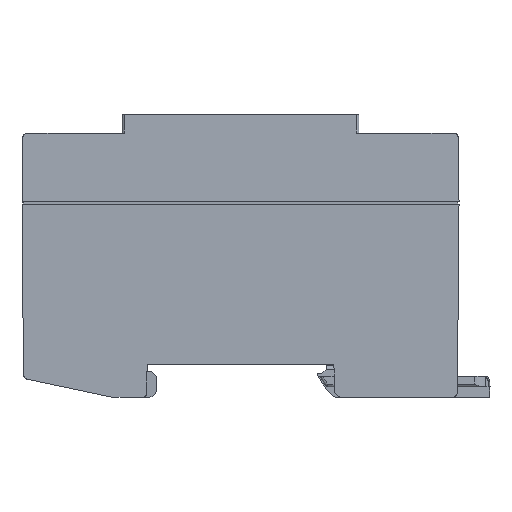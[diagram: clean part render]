
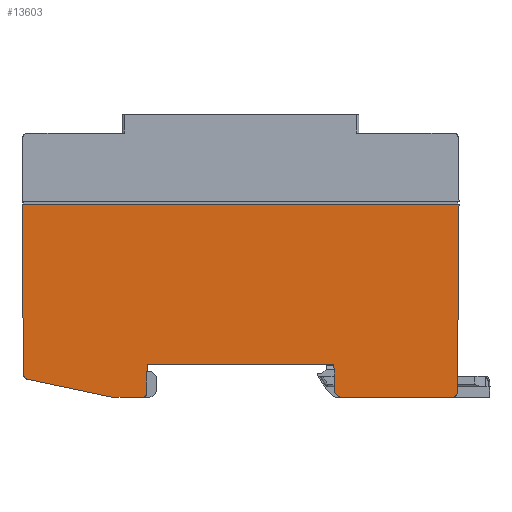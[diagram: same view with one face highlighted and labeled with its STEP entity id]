
A CAD part, left-side view. The second image highlights one B-rep face of the part: STEP entity #13603.
In plain terms, the highlighted planar face has unit normal (-1, 0, -0.009).
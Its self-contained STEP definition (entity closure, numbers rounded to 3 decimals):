
#13472=AXIS2_PLACEMENT_3D('Plane Axis2P3D',#13469,#13470,#13471) ;
#7449=CARTESIAN_POINT('Vertex',(0.,88.888,36.7)) ;
#7452=CARTESIAN_POINT('Line Origine',(0.,47.388,36.7)) ;
#7456=CARTESIAN_POINT('Vertex',(0.,5.888,36.7)) ;
#10671=CARTESIAN_POINT('Line Origine',(0.156,6.044,18.846)) ;
#10675=CARTESIAN_POINT('Vertex',(0.312,6.199,0.991)) ;
#13469=CARTESIAN_POINT('Axis2P3D Location',(0.,47.388,36.7)) ;
#13474=CARTESIAN_POINT('Line Origine',(0.32,17.648,0.)) ;
#13478=CARTESIAN_POINT('Vertex',(0.32,7.199,0.)) ;
#13480=CARTESIAN_POINT('Vertex',(0.32,28.097,0.)) ;
#13484=CARTESIAN_POINT('Control Point',(0.32,7.199,0.)) ;
#13485=CARTESIAN_POINT('Control Point',(0.32,7.102,0.)) ;
#13486=CARTESIAN_POINT('Control Point',(0.32,7.004,0.012)) ;
#13487=CARTESIAN_POINT('Control Point',(0.32,6.908,0.036)) ;
#13488=CARTESIAN_POINT('Control Point',(0.319,6.725,0.107)) ;
#13489=CARTESIAN_POINT('Control Point',(0.318,6.563,0.219)) ;
#13490=CARTESIAN_POINT('Control Point',(0.318,6.49,0.285)) ;
#13491=CARTESIAN_POINT('Control Point',(0.316,6.361,0.434)) ;
#13492=CARTESIAN_POINT('Control Point',(0.315,6.271,0.61)) ;
#13493=CARTESIAN_POINT('Control Point',(0.314,6.237,0.703)) ;
#13494=CARTESIAN_POINT('Control Point',(0.313,6.211,0.817)) ;
#13495=CARTESIAN_POINT('Control Point',(0.312,6.201,0.934)) ;
#13496=CARTESIAN_POINT('Control Point',(0.312,6.2,0.953)) ;
#13497=CARTESIAN_POINT('Control Point',(0.312,6.2,0.972)) ;
#13498=CARTESIAN_POINT('Control Point',(0.312,6.199,0.991)) ;
#13500=CARTESIAN_POINT('Line Origine',(0.141,88.747,20.554)) ;
#13504=CARTESIAN_POINT('Vertex',(0.282,88.606,4.408)) ;
#13508=CARTESIAN_POINT('Control Point',(0.29,87.814,3.438)) ;
#13509=CARTESIAN_POINT('Control Point',(0.29,87.91,3.459)) ;
#13510=CARTESIAN_POINT('Control Point',(0.29,88.003,3.491)) ;
#13511=CARTESIAN_POINT('Control Point',(0.289,88.091,3.534)) ;
#13512=CARTESIAN_POINT('Control Point',(0.288,88.257,3.641)) ;
#13513=CARTESIAN_POINT('Control Point',(0.287,88.391,3.785)) ;
#13514=CARTESIAN_POINT('Control Point',(0.287,88.449,3.865)) ;
#13515=CARTESIAN_POINT('Control Point',(0.285,88.533,4.018)) ;
#13516=CARTESIAN_POINT('Control Point',(0.284,88.583,4.184)) ;
#13517=CARTESIAN_POINT('Control Point',(0.283,88.598,4.258)) ;
#13518=CARTESIAN_POINT('Control Point',(0.282,88.605,4.333)) ;
#13519=CARTESIAN_POINT('Control Point',(0.282,88.606,4.408)) ;
#13520=CARTESIAN_POINT('Vertex',(0.29,87.814,3.438)) ;
#13523=CARTESIAN_POINT('Line Origine',(0.305,79.726,1.719)) ;
#13527=CARTESIAN_POINT('Vertex',(0.32,71.638,0.)) ;
#13530=CARTESIAN_POINT('Line Origine',(0.32,68.811,0.)) ;
#13534=CARTESIAN_POINT('Vertex',(0.32,65.985,0.)) ;
#13538=CARTESIAN_POINT('Control Point',(0.32,65.985,0.)) ;
#13539=CARTESIAN_POINT('Control Point',(0.32,65.898,0.)) ;
#13540=CARTESIAN_POINT('Control Point',(0.32,65.81,0.012)) ;
#13541=CARTESIAN_POINT('Control Point',(0.32,65.725,0.036)) ;
#13542=CARTESIAN_POINT('Control Point',(0.319,65.563,0.106)) ;
#13543=CARTESIAN_POINT('Control Point',(0.318,65.426,0.217)) ;
#13544=CARTESIAN_POINT('Control Point',(0.318,65.366,0.282)) ;
#13545=CARTESIAN_POINT('Control Point',(0.317,65.272,0.416)) ;
#13546=CARTESIAN_POINT('Control Point',(0.315,65.214,0.569)) ;
#13547=CARTESIAN_POINT('Control Point',(0.315,65.195,0.643)) ;
#13548=CARTESIAN_POINT('Control Point',(0.314,65.186,0.718)) ;
#13549=CARTESIAN_POINT('Control Point',(0.313,65.185,0.793)) ;
#13550=CARTESIAN_POINT('Vertex',(0.313,65.185,0.793)) ;
#13553=CARTESIAN_POINT('Line Origine',(0.29,65.161,3.497)) ;
#13557=CARTESIAN_POINT('Vertex',(0.266,65.138,6.2)) ;
#13560=CARTESIAN_POINT('Line Origine',(0.266,47.388,6.2)) ;
#13564=CARTESIAN_POINT('Vertex',(0.266,29.638,6.2)) ;
#13567=CARTESIAN_POINT('Line Origine',(0.287,29.617,3.843)) ;
#13571=CARTESIAN_POINT('Vertex',(0.307,29.597,1.487)) ;
#13575=CARTESIAN_POINT('Control Point',(0.32,28.097,0.)) ;
#13576=CARTESIAN_POINT('Control Point',(0.32,28.277,0.)) ;
#13577=CARTESIAN_POINT('Control Point',(0.32,28.457,0.027)) ;
#13578=CARTESIAN_POINT('Control Point',(0.32,28.631,0.081)) ;
#13579=CARTESIAN_POINT('Control Point',(0.318,28.959,0.24)) ;
#13580=CARTESIAN_POINT('Control Point',(0.316,29.225,0.487)) ;
#13581=CARTESIAN_POINT('Control Point',(0.315,29.339,0.63)) ;
#13582=CARTESIAN_POINT('Control Point',(0.313,29.484,0.884)) ;
#13583=CARTESIAN_POINT('Control Point',(0.31,29.564,1.162)) ;
#13584=CARTESIAN_POINT('Control Point',(0.309,29.585,1.27)) ;
#13585=CARTESIAN_POINT('Control Point',(0.308,29.596,1.378)) ;
#13586=CARTESIAN_POINT('Control Point',(0.307,29.597,1.487)) ;
#7453=DIRECTION('Vector Direction',(0.,-1.,0.)) ;
#10672=DIRECTION('Vector Direction',(0.009,0.009,-1.)) ;
#13470=DIRECTION('Axis2P3D Direction',(-1.,0.,-0.009)) ;
#13471=DIRECTION('Axis2P3D XDirection',(0.,-1.,0.)) ;
#13475=DIRECTION('Vector Direction',(0.,-1.,0.)) ;
#13501=DIRECTION('Vector Direction',(0.009,-0.009,-1.)) ;
#13524=DIRECTION('Vector Direction',(-0.002,0.978,0.208)) ;
#13531=DIRECTION('Vector Direction',(0.,-1.,0.)) ;
#13554=DIRECTION('Vector Direction',(0.009,0.009,-1.)) ;
#13561=DIRECTION('Vector Direction',(0.,-1.,0.)) ;
#13568=DIRECTION('Vector Direction',(0.009,-0.009,-1.)) ;
#7454=VECTOR('Line Direction',#7453,1.) ;
#10673=VECTOR('Line Direction',#10672,1.) ;
#13476=VECTOR('Line Direction',#13475,1.) ;
#13502=VECTOR('Line Direction',#13501,1.) ;
#13525=VECTOR('Line Direction',#13524,1.) ;
#13532=VECTOR('Line Direction',#13531,1.) ;
#13555=VECTOR('Line Direction',#13554,1.) ;
#13562=VECTOR('Line Direction',#13561,1.) ;
#13569=VECTOR('Line Direction',#13568,1.) ;
#13589=ORIENTED_EDGE('',*,*,#13482,.F.) ;
#13590=ORIENTED_EDGE('',*,*,#13499,.F.) ;
#13591=ORIENTED_EDGE('',*,*,#10677,.T.) ;
#13592=ORIENTED_EDGE('',*,*,#7458,.F.) ;
#13593=ORIENTED_EDGE('',*,*,#13506,.T.) ;
#13594=ORIENTED_EDGE('',*,*,#13522,.F.) ;
#13595=ORIENTED_EDGE('',*,*,#13529,.F.) ;
#13596=ORIENTED_EDGE('',*,*,#13536,.F.) ;
#13597=ORIENTED_EDGE('',*,*,#13552,.F.) ;
#13598=ORIENTED_EDGE('',*,*,#13559,.F.) ;
#13599=ORIENTED_EDGE('',*,*,#13566,.F.) ;
#13600=ORIENTED_EDGE('',*,*,#13573,.T.) ;
#13601=ORIENTED_EDGE('',*,*,#13587,.F.) ;
#13603=ADVANCED_FACE('2534680000',(#13602),#13473,.T.) ;
#13483=B_SPLINE_CURVE_WITH_KNOTS('',5,(#13484,#13485,#13486,#13487,#13488,#13489,#13490,#13491,#13492,#13493,#13494,#13495,#13496,#13497,#13498),.UNSPECIFIED.,.F.,.U.,(6,3,3,3,6),(0.,0.692,1.385,2.079,2.214),.UNSPECIFIED.) ;
#13507=B_SPLINE_CURVE_WITH_KNOTS('',5,(#13508,#13509,#13510,#13511,#13512,#13513,#13514,#13515,#13516,#13517,#13518,#13519),.UNSPECIFIED.,.F.,.U.,(6,3,3,6),(0.,0.693,1.386,1.917),.UNSPECIFIED.) ;
#13537=B_SPLINE_CURVE_WITH_KNOTS('',5,(#13538,#13539,#13540,#13541,#13542,#13543,#13544,#13545,#13546,#13547,#13548,#13549),.UNSPECIFIED.,.F.,.U.,(6,3,3,6),(0.,0.619,1.239,1.772),.UNSPECIFIED.) ;
#13574=B_SPLINE_CURVE_WITH_KNOTS('',5,(#13575,#13576,#13577,#13578,#13579,#13580,#13581,#13582,#13583,#13584,#13585,#13586),.UNSPECIFIED.,.F.,.U.,(6,3,3,6),(0.,1.276,2.553,3.324),.UNSPECIFIED.) ;
#7458=EDGE_CURVE('',#7450,#7457,#7455,.T.) ;
#10677=EDGE_CURVE('',#10676,#7457,#10674,.F.) ;
#13482=EDGE_CURVE('',#13479,#13481,#13477,.F.) ;
#13499=EDGE_CURVE('',#10676,#13479,#13483,.F.) ;
#13506=EDGE_CURVE('',#7450,#13505,#13503,.T.) ;
#13522=EDGE_CURVE('',#13521,#13505,#13507,.T.) ;
#13529=EDGE_CURVE('',#13528,#13521,#13526,.T.) ;
#13536=EDGE_CURVE('',#13535,#13528,#13533,.F.) ;
#13552=EDGE_CURVE('',#13551,#13535,#13537,.F.) ;
#13559=EDGE_CURVE('',#13558,#13551,#13556,.T.) ;
#13566=EDGE_CURVE('',#13565,#13558,#13563,.F.) ;
#13573=EDGE_CURVE('',#13565,#13572,#13570,.T.) ;
#13587=EDGE_CURVE('',#13481,#13572,#13574,.T.) ;
#13588=EDGE_LOOP('',(#13589,#13590,#13591,#13592,#13593,#13594,#13595,#13596,#13597,#13598,#13599,#13600,#13601)) ;
#13602=FACE_OUTER_BOUND('',#13588,.T.) ;
#7455=LINE('Line',#7452,#7454) ;
#10674=LINE('Line',#10671,#10673) ;
#13477=LINE('Line',#13474,#13476) ;
#13503=LINE('Line',#13500,#13502) ;
#13526=LINE('Line',#13523,#13525) ;
#13533=LINE('Line',#13530,#13532) ;
#13556=LINE('Line',#13553,#13555) ;
#13563=LINE('Line',#13560,#13562) ;
#13570=LINE('Line',#13567,#13569) ;
#13473=PLANE('',#13472) ;
#7450=VERTEX_POINT('',#7449) ;
#7457=VERTEX_POINT('',#7456) ;
#10676=VERTEX_POINT('',#10675) ;
#13479=VERTEX_POINT('',#13478) ;
#13481=VERTEX_POINT('',#13480) ;
#13505=VERTEX_POINT('',#13504) ;
#13521=VERTEX_POINT('',#13520) ;
#13528=VERTEX_POINT('',#13527) ;
#13535=VERTEX_POINT('',#13534) ;
#13551=VERTEX_POINT('',#13550) ;
#13558=VERTEX_POINT('',#13557) ;
#13565=VERTEX_POINT('',#13564) ;
#13572=VERTEX_POINT('',#13571) ;
